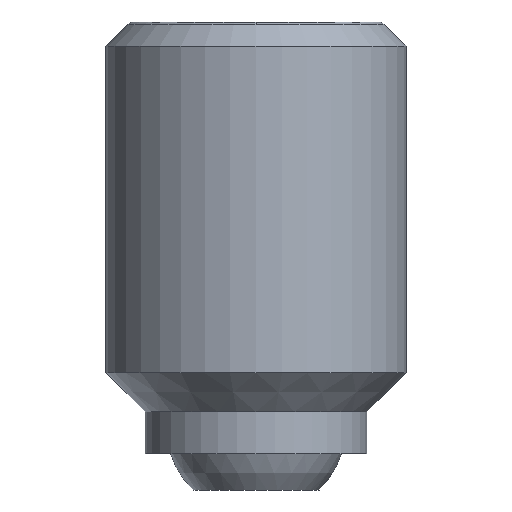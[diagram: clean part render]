
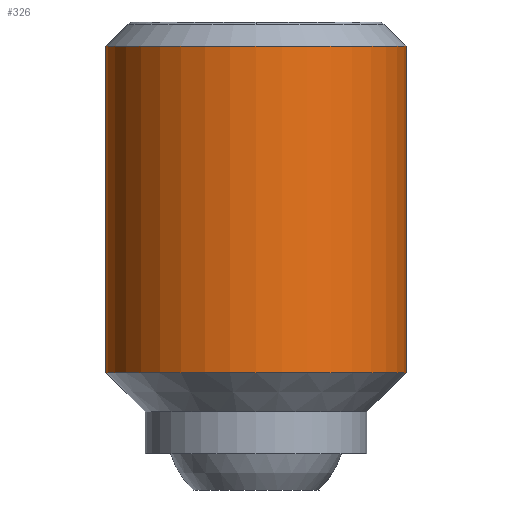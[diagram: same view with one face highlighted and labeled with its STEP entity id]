
A CAD part, front view. The second image highlights one B-rep face of the part: STEP entity #326.
In plain terms, the highlighted cylindrical face has radius 2.5 mm (diameter 5 mm), a partial arc.
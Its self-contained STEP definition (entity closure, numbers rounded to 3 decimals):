
#184=EDGE_CURVE('',#300,#338,#416,.T.);
#230=VERTEX_POINT('',#466);
#254=EDGE_CURVE('',#230,#334,#493,.T.);
#266=EDGE_CURVE('',#230,#338,#505,.T.);
#278=EDGE_CURVE('',#334,#300,#517,.T.);
#300=VERTEX_POINT('',#543);
#326=ADVANCED_FACE('',(#572),#573,.T.);
#334=VERTEX_POINT('',#583);
#338=VERTEX_POINT('',#587);
#416=LINE('',#670,#671);
#466=CARTESIAN_POINT('',(-2.5,0.,-5.85));
#493=LINE('',#811,#812);
#505=CIRCLE('',#829,2.5);
#517=CIRCLE('',#855,2.5);
#543=CARTESIAN_POINT('',(2.5,0.,-0.4));
#572=FACE_OUTER_BOUND('',#932,.T.);
#573=CYLINDRICAL_SURFACE('',#933,2.5);
#583=CARTESIAN_POINT('',(-2.5,0.,-0.4));
#587=CARTESIAN_POINT('',(2.5,0.,-5.85));
#670=CARTESIAN_POINT('',(2.5,0.,-3.125));
#671=VECTOR('',#1032,1.0);
#811=CARTESIAN_POINT('',(-2.5,0.,-3.125));
#812=VECTOR('',#1117,1.0);
#829=AXIS2_PLACEMENT_3D('',#1120,#1121,#1122);
#855=AXIS2_PLACEMENT_3D('',#1131,#1132,#1133);
#932=EDGE_LOOP('',(#1200,#1201,#1202,#1203));
#933=AXIS2_PLACEMENT_3D('',#1204,#1205,#1206);
#1032=DIRECTION('',(-0.0,-0.0,-1.0));
#1117=DIRECTION('',(0.0,0.0,1.0));
#1120=CARTESIAN_POINT('',(0.,0.,-5.85));
#1121=DIRECTION('',(0.0,0.0,1.0));
#1122=DIRECTION('',(-1.0,0.,0.0));
#1131=CARTESIAN_POINT('',(0.,0.,-0.4));
#1132=DIRECTION('',(0.0,0.0,1.0));
#1133=DIRECTION('',(-1.0,0.,0.0));
#1200=ORIENTED_EDGE('',*,*,#254,.F.);
#1201=ORIENTED_EDGE('',*,*,#266,.T.);
#1202=ORIENTED_EDGE('',*,*,#184,.F.);
#1203=ORIENTED_EDGE('',*,*,#278,.F.);
#1204=CARTESIAN_POINT('',(0.,0.,-3.125));
#1205=DIRECTION('',(-0.0,-0.0,-1.0));
#1206=DIRECTION('',(-1.0,0.,0.0));
